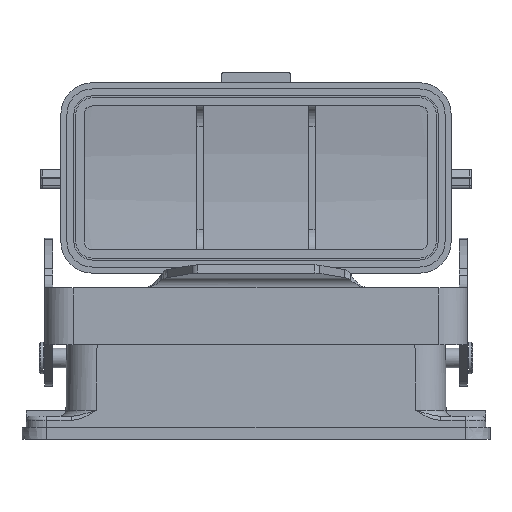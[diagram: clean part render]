
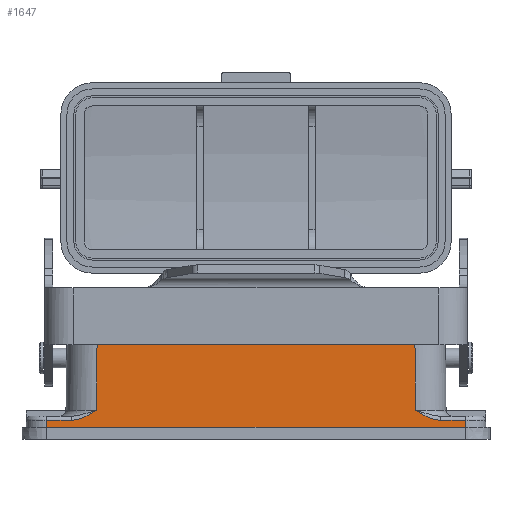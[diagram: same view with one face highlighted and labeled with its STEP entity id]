
A CAD part, left-side view. The second image highlights one B-rep face of the part: STEP entity #1647.
In plain terms, the highlighted planar face has unit normal (-1, 0, 0.009).
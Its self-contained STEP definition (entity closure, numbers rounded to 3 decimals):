
#1113=B_SPLINE_CURVE_WITH_KNOTS('',3,(#19018,#19019,#19020,#19021,#19022,
#19023),.UNSPECIFIED.,.F.,.F.,(4,2,4),(0.,0.5,1.),.UNSPECIFIED.);
#1114=B_SPLINE_CURVE_WITH_KNOTS('',3,(#19031,#19032,#19033,#19034,#19035,
#19036),.UNSPECIFIED.,.F.,.F.,(4,2,4),(0.,0.5,1.),.UNSPECIFIED.);
#1647=ADVANCED_FACE('',(#2776),#2398,.T.);
#2398=PLANE('',#13786);
#2776=FACE_OUTER_BOUND('',#3491,.T.);
#3491=EDGE_LOOP('',(#4587,#4588,#4589,#4590,#4591,#4592,#4593,#4594,#4595,
#4596));
#4587=ORIENTED_EDGE('',*,*,#9695,.T.);
#4588=ORIENTED_EDGE('',*,*,#9696,.T.);
#4589=ORIENTED_EDGE('',*,*,#9697,.T.);
#4590=ORIENTED_EDGE('',*,*,#9698,.F.);
#4591=ORIENTED_EDGE('',*,*,#9699,.F.);
#4592=ORIENTED_EDGE('',*,*,#9700,.F.);
#4593=ORIENTED_EDGE('',*,*,#9701,.F.);
#4594=ORIENTED_EDGE('',*,*,#9702,.F.);
#4595=ORIENTED_EDGE('',*,*,#9703,.F.);
#4596=ORIENTED_EDGE('',*,*,#9704,.T.);
#8379=VERTEX_POINT('',#19016);
#8380=VERTEX_POINT('',#19017);
#8381=VERTEX_POINT('',#19024);
#8382=VERTEX_POINT('',#19026);
#8383=VERTEX_POINT('',#19028);
#8384=VERTEX_POINT('',#19030);
#8385=VERTEX_POINT('',#19037);
#8386=VERTEX_POINT('',#19039);
#8387=VERTEX_POINT('',#19041);
#8388=VERTEX_POINT('',#19043);
#9695=EDGE_CURVE('',#8379,#8380,#11586,.T.);
#9696=EDGE_CURVE('',#8380,#8381,#1113,.T.);
#9697=EDGE_CURVE('',#8381,#8382,#11587,.T.);
#9698=EDGE_CURVE('',#8383,#8382,#11588,.T.);
#9699=EDGE_CURVE('',#8384,#8383,#11589,.T.);
#9700=EDGE_CURVE('',#8385,#8384,#1114,.T.);
#9701=EDGE_CURVE('',#8386,#8385,#11590,.T.);
#9702=EDGE_CURVE('',#8387,#8386,#11591,.T.);
#9703=EDGE_CURVE('',#8388,#8387,#11592,.T.);
#9704=EDGE_CURVE('',#8388,#8379,#11593,.T.);
#11586=LINE('',#19015,#12668);
#11587=LINE('',#19025,#12669);
#11588=LINE('',#19027,#12670);
#11589=LINE('',#19029,#12671);
#11590=LINE('',#19038,#12672);
#11591=LINE('',#19040,#12673);
#11592=LINE('',#19042,#12674);
#11593=LINE('',#19044,#12675);
#12668=VECTOR('',#15246,1.);
#12669=VECTOR('',#15247,1.);
#12670=VECTOR('',#15248,1.);
#12671=VECTOR('',#15249,1.);
#12672=VECTOR('',#15250,1.);
#12673=VECTOR('',#15251,1.);
#12674=VECTOR('',#15252,1.);
#12675=VECTOR('',#15253,1.);
#13786=AXIS2_PLACEMENT_3D('',#19045,#15254,#15255);
#15246=DIRECTION('',(0.,1.,0.));
#15247=DIRECTION('',(0.009,0.009,1.));
#15248=DIRECTION('',(0.,-1.,0.));
#15249=DIRECTION('',(0.009,-0.009,1.));
#15250=DIRECTION('',(0.,-1.,0.));
#15251=DIRECTION('',(0.009,-0.009,1.));
#15252=DIRECTION('',(0.,1.,0.));
#15253=DIRECTION('',(0.009,0.009,1.));
#15254=DIRECTION('',(-1.,0.,0.009));
#15255=DIRECTION('',(0.009,0.,1.));
#19015=CARTESIAN_POINT('',(-21.471,-44.191,3.209));
#19016=CARTESIAN_POINT('',(-21.471,-51.471,3.209));
#19017=CARTESIAN_POINT('',(-21.471,-45.438,3.209));
#19018=CARTESIAN_POINT('',(-21.471,-45.438,3.209));
#19019=CARTESIAN_POINT('',(-21.471,-44.295,3.209));
#19020=CARTESIAN_POINT('',(-21.468,-43.195,3.563));
#19021=CARTESIAN_POINT('',(-21.46,-41.152,4.5));
#19022=CARTESIAN_POINT('',(-21.455,-40.195,5.093));
#19023=CARTESIAN_POINT('',(-21.45,-39.236,5.687));
#19024=CARTESIAN_POINT('',(-21.45,-39.236,5.687));
#19025=CARTESIAN_POINT('',(-21.499,-39.285,0.096));
#19026=CARTESIAN_POINT('',(-21.307,-39.094,22.));
#19027=CARTESIAN_POINT('',(-21.307,-28.249,22.));
#19028=CARTESIAN_POINT('',(-21.307,39.094,22.));
#19029=CARTESIAN_POINT('',(-21.499,39.285,0.096));
#19030=CARTESIAN_POINT('',(-21.45,39.236,5.687));
#19031=CARTESIAN_POINT('',(-21.471,45.438,3.209));
#19032=CARTESIAN_POINT('',(-21.471,44.295,3.209));
#19033=CARTESIAN_POINT('',(-21.468,43.195,3.563));
#19034=CARTESIAN_POINT('',(-21.46,41.152,4.5));
#19035=CARTESIAN_POINT('',(-21.455,40.195,5.093));
#19036=CARTESIAN_POINT('',(-21.45,39.236,5.687));
#19037=CARTESIAN_POINT('',(-21.471,45.438,3.209));
#19038=CARTESIAN_POINT('',(-21.471,44.191,3.209));
#19039=CARTESIAN_POINT('',(-21.471,51.471,3.209));
#19040=CARTESIAN_POINT('',(-21.498,51.497,0.203));
#19041=CARTESIAN_POINT('',(-21.499,51.499,0.));
#19042=CARTESIAN_POINT('',(-21.499,-46.749,0.));
#19043=CARTESIAN_POINT('',(-21.499,-51.499,0.));
#19044=CARTESIAN_POINT('',(-21.498,-51.497,0.203));
#19045=CARTESIAN_POINT('',(-21.499,-28.249,0.));
